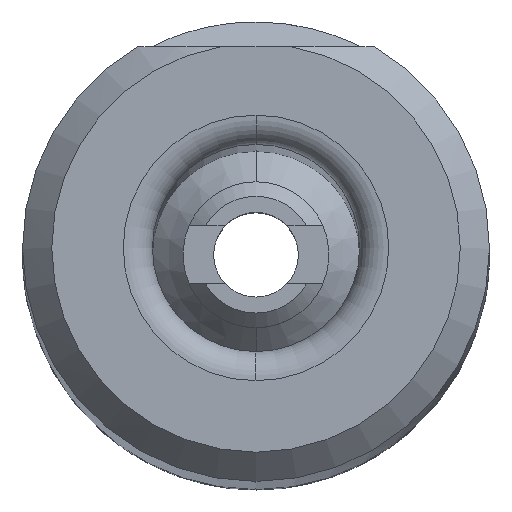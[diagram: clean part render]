
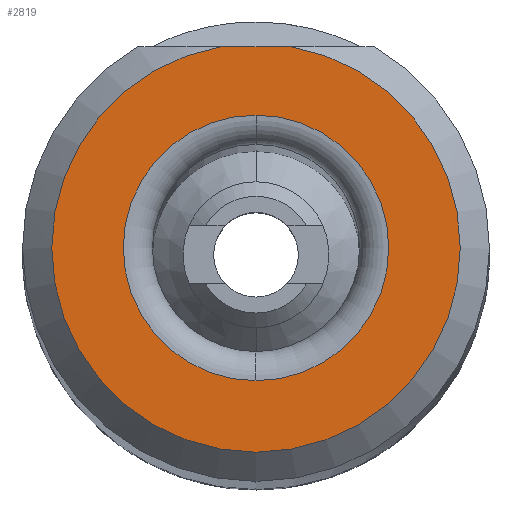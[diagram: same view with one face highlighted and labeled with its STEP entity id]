
A CAD part, top view. The second image highlights one B-rep face of the part: STEP entity #2819.
In plain terms, the highlighted planar face has unit normal (0, 0, 1).
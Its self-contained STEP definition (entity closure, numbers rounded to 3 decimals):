
#297=CARTESIAN_POINT('',(0,0,73.2));
#298=DIRECTION('',(0,0,1));
#299=DIRECTION('',(-0.168,0.986,0));
#300=AXIS2_PLACEMENT_3D('',#297,#298,#299);
#310=CARTESIAN_POINT('',(0,0,73.2));
#311=DIRECTION('',(0,0,1));
#312=DIRECTION('',(0,-1,0));
#313=AXIS2_PLACEMENT_3D('',#310,#311,#312);
#315=CARTESIAN_POINT('',(0,0,73.2));
#316=DIRECTION('',(0,0,1));
#317=DIRECTION('',(0,1,0));
#318=AXIS2_PLACEMENT_3D('',#315,#316,#317);
#320=DIRECTION('',(-1,0,0));
#321=VECTOR('',#320,2.358);
#322=CARTESIAN_POINT('',(1.179,6.9,73.2));
#323=LINE('',#322,#321);
#2051=CARTESIAN_POINT('',(0,-4.55,73.2));
#2052=CARTESIAN_POINT('',(0,4.55,73.2));
#2053=VERTEX_POINT('',#2051);
#2054=VERTEX_POINT('',#2052);
#2072=CARTESIAN_POINT('',(1.179,6.9,73.2));
#2073=CARTESIAN_POINT('',(-1.179,6.9,73.2));
#2074=VERTEX_POINT('',#2072);
#2075=VERTEX_POINT('',#2073);
#2804=CARTESIAN_POINT('',(0,0,73.2));
#2805=DIRECTION('',(0,0,-1));
#2806=DIRECTION('',(0,-1,0));
#2807=AXIS2_PLACEMENT_3D('',#2804,#2805,#2806);
#2808=PLANE('',#2807);
#2809=ORIENTED_EDGE('',*,*,#2781,.F.);
#2810=ORIENTED_EDGE('',*,*,#2798,.F.);
#2811=EDGE_LOOP('',(#2809,#2810));
#2812=FACE_OUTER_BOUND('',#2811,.F.);
#2814=ORIENTED_EDGE('',*,*,#2813,.T.);
#2816=ORIENTED_EDGE('',*,*,#2815,.T.);
#2817=EDGE_LOOP('',(#2814,#2816));
#2818=FACE_BOUND('',#2817,.F.);
#2819=ADVANCED_FACE('',(#2812,#2818),#2808,.F.);
#301=CIRCLE('',#300,7);
#314=CIRCLE('',#313,4.55);
#319=CIRCLE('',#318,4.55);
#2781=EDGE_CURVE('',#2074,#2075,#323,.T.);
#2798=EDGE_CURVE('',#2075,#2074,#301,.T.);
#2813=EDGE_CURVE('',#2053,#2054,#314,.T.);
#2815=EDGE_CURVE('',#2054,#2053,#319,.T.);
